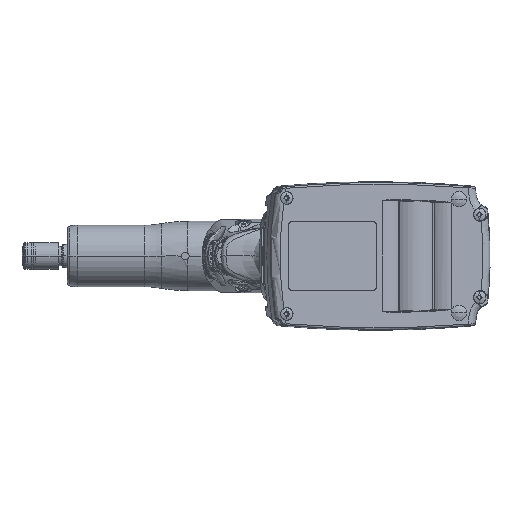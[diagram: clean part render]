
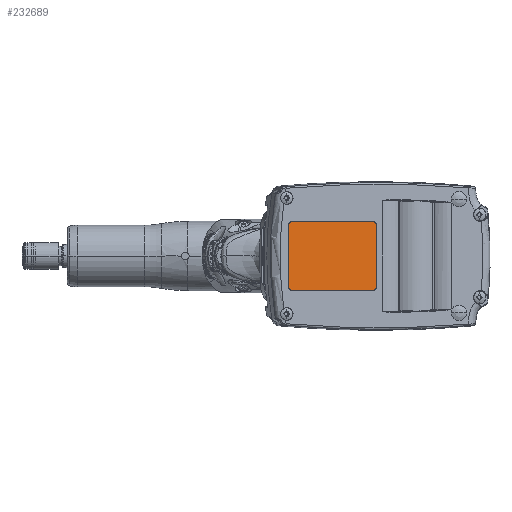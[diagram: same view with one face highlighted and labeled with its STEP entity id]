
A CAD part, front view. The second image highlights one B-rep face of the part: STEP entity #232689.
In plain terms, the highlighted planar face has unit normal (0.143, -0.99, 0).
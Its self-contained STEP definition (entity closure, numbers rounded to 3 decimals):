
#183705=DIRECTION('',(0.,0.,-1.));
#183706=VECTOR('',#183705,32.);
#183707=CARTESIAN_POINT('',(15.439,-205.746,
16.));
#183708=LINE('',#183707,#183706);
#183709=CARTESIAN_POINT('',(17.418,-205.461,
16.));
#183710=DIRECTION('',(0.143,-0.99,0.));
#183711=DIRECTION('',(0.,0.,1.));
#183712=AXIS2_PLACEMENT_3D('',#183709,#183710,#183711);
#183714=DIRECTION('',(-0.99,-0.143,
0.));
#183715=VECTOR('',#183714,42.);
#183716=CARTESIAN_POINT('',(58.989,-199.47,18.));
#183717=LINE('',#183716,#183715);
#183718=CARTESIAN_POINT('',(58.989,-199.47,16.));
#183719=DIRECTION('',(0.143,-0.99,0.));
#183720=DIRECTION('',(0.99,0.143,0.));
#183721=AXIS2_PLACEMENT_3D('',#183718,#183719,#183720);
#183723=DIRECTION('',(0.,0.,1.));
#183724=VECTOR('',#183723,32.);
#183725=CARTESIAN_POINT('',(60.968,-199.185,-16.));
#183726=LINE('',#183725,#183724);
#183727=CARTESIAN_POINT('',(58.989,-199.47,-16.));
#183728=DIRECTION('',(0.143,-0.99,0.));
#183729=DIRECTION('',(0.,0.,-1.));
#183730=AXIS2_PLACEMENT_3D('',#183727,#183728,#183729);
#183732=DIRECTION('',(0.99,0.143,0.));
#183733=VECTOR('',#183732,42.);
#183734=CARTESIAN_POINT('',(17.418,-205.461,
-18.));
#183735=LINE('',#183734,#183733);
#183736=CARTESIAN_POINT('',(17.418,-205.461,
-16.));
#183737=DIRECTION('',(0.143,-0.99,0.));
#183738=DIRECTION('',(-0.99,-0.143,
0.));
#183739=AXIS2_PLACEMENT_3D('',#183736,#183737,#183738);
#198388=CARTESIAN_POINT('',(17.418,-205.461,
-18.));
#198389=CARTESIAN_POINT('',(58.989,-199.47,-18.));
#198390=VERTEX_POINT('',#198388);
#198391=VERTEX_POINT('',#198389);
#198392=CARTESIAN_POINT('',(60.968,-199.185,-16.));
#198393=CARTESIAN_POINT('',(60.968,-199.185,16.));
#198394=VERTEX_POINT('',#198392);
#198395=VERTEX_POINT('',#198393);
#198396=CARTESIAN_POINT('',(58.989,-199.47,18.));
#198397=CARTESIAN_POINT('',(17.418,-205.461,
18.));
#198398=VERTEX_POINT('',#198396);
#198399=VERTEX_POINT('',#198397);
#198400=CARTESIAN_POINT('',(15.439,-205.746,
-16.));
#198401=VERTEX_POINT('',#198400);
#198402=CARTESIAN_POINT('',(15.439,-205.746,
16.));
#198403=VERTEX_POINT('',#198402);
#232667=CARTESIAN_POINT('',(6.531,-207.03,
0.));
#232668=DIRECTION('',(-0.143,0.99,0.));
#232669=DIRECTION('',(0.,0.,-1.));
#232670=AXIS2_PLACEMENT_3D('',#232667,#232668,#232669);
#232671=PLANE('',#232670);
#232673=ORIENTED_EDGE('',*,*,#232672,.F.);
#232675=ORIENTED_EDGE('',*,*,#232674,.F.);
#232676=ORIENTED_EDGE('',*,*,#232657,.F.);
#232678=ORIENTED_EDGE('',*,*,#232677,.F.);
#232680=ORIENTED_EDGE('',*,*,#232679,.F.);
#232682=ORIENTED_EDGE('',*,*,#232681,.F.);
#232684=ORIENTED_EDGE('',*,*,#232683,.F.);
#232686=ORIENTED_EDGE('',*,*,#232685,.F.);
#232687=EDGE_LOOP('',(#232673,#232675,#232676,#232678,#232680,#232682,#232684,
#232686));
#232688=FACE_OUTER_BOUND('',#232687,.F.);
#232689=ADVANCED_FACE('',(#232688),#232671,.F.);
#183713=CIRCLE('',#183712,2.);
#183722=CIRCLE('',#183721,2.);
#183731=CIRCLE('',#183730,2.);
#183740=CIRCLE('',#183739,2.);
#232657=EDGE_CURVE('',#198398,#198399,#183717,.T.);
#232672=EDGE_CURVE('',#198403,#198401,#183708,.T.);
#232674=EDGE_CURVE('',#198399,#198403,#183713,.T.);
#232677=EDGE_CURVE('',#198395,#198398,#183722,.T.);
#232679=EDGE_CURVE('',#198394,#198395,#183726,.T.);
#232681=EDGE_CURVE('',#198391,#198394,#183731,.T.);
#232683=EDGE_CURVE('',#198390,#198391,#183735,.T.);
#232685=EDGE_CURVE('',#198401,#198390,#183740,.T.);
